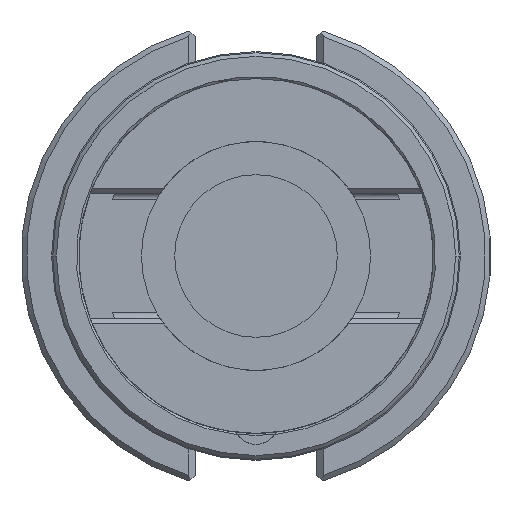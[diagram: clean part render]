
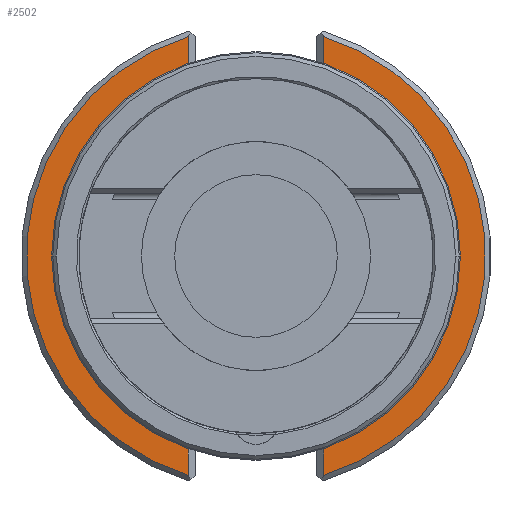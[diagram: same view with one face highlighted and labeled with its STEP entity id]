
A CAD part, front view. The second image highlights one B-rep face of the part: STEP entity #2502.
In plain terms, the highlighted planar face has unit normal (0, -1, 0).
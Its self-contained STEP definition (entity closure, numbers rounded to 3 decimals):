
#2=DIRECTION('',(-1.,0.,0.));
#3=VECTOR('',#2,18.38);
#4=CARTESIAN_POINT('',(9.19,13.95,-25.));
#5=LINE('',#4,#3);
#6=DIRECTION('',(-1.,0.,0.));
#7=VECTOR('',#6,18.38);
#8=CARTESIAN_POINT('',(9.19,13.95,22.6));
#9=LINE('',#8,#7);
#10=CARTESIAN_POINT('',(0.,13.95,0.));
#11=DIRECTION('',(0.,-1.,0.));
#12=DIRECTION('',(0.,0.,1.));
#13=AXIS2_PLACEMENT_3D('',#10,#11,#12);
#15=CARTESIAN_POINT('',(0.,13.95,0.));
#16=DIRECTION('',(0.,-1.,0.));
#17=DIRECTION('',(0.,0.,-1.));
#18=AXIS2_PLACEMENT_3D('',#15,#16,#17);
#35=DIRECTION('',(0.,0.,-1.));
#36=VECTOR('',#35,7.085);
#37=CARTESIAN_POINT('',(9.19,13.95,29.685));
#38=LINE('',#37,#36);
#87=DIRECTION('',(0.,0.,1.));
#88=VECTOR('',#87,7.085);
#89=CARTESIAN_POINT('',(-9.19,13.95,22.6));
#90=LINE('',#89,#88);
#98=CARTESIAN_POINT('',(0.,13.95,0.));
#99=DIRECTION('',(0.,-1.,0.));
#100=DIRECTION('',(-0.296,0.,0.955));
#101=AXIS2_PLACEMENT_3D('',#98,#99,#100);
#123=DIRECTION('',(0.,0.,-1.));
#124=VECTOR('',#123,4.685);
#125=CARTESIAN_POINT('',(-9.19,13.95,-25.));
#126=LINE('',#125,#124);
#352=DIRECTION('',(0.,0.,1.));
#353=VECTOR('',#352,4.685);
#354=CARTESIAN_POINT('',(9.19,13.95,-29.685));
#355=LINE('',#354,#353);
#412=CARTESIAN_POINT('',(0.,13.95,0.));
#413=DIRECTION('',(0.,-1.,0.));
#414=DIRECTION('',(0.296,0.,-0.955));
#415=AXIS2_PLACEMENT_3D('',#412,#413,#414);
#2008=CARTESIAN_POINT('',(0.,13.95,22.225));
#2009=CARTESIAN_POINT('',(0.,13.95,-22.225));
#2010=VERTEX_POINT('',#2008);
#2011=VERTEX_POINT('',#2009);
#2113=CARTESIAN_POINT('',(-9.19,13.95,-25.));
#2114=CARTESIAN_POINT('',(-9.19,13.95,-29.685));
#2115=VERTEX_POINT('',#2113);
#2116=VERTEX_POINT('',#2114);
#2117=CARTESIAN_POINT('',(9.19,13.95,-29.685));
#2118=CARTESIAN_POINT('',(9.19,13.95,-25.));
#2119=VERTEX_POINT('',#2117);
#2120=VERTEX_POINT('',#2118);
#2121=CARTESIAN_POINT('',(-9.19,13.95,22.6));
#2122=CARTESIAN_POINT('',(-9.19,13.95,29.685));
#2123=VERTEX_POINT('',#2121);
#2124=VERTEX_POINT('',#2122);
#2129=CARTESIAN_POINT('',(9.19,13.95,29.685));
#2130=CARTESIAN_POINT('',(9.19,13.95,22.6));
#2131=VERTEX_POINT('',#2129);
#2132=VERTEX_POINT('',#2130);
#2473=CARTESIAN_POINT('',(0.,13.95,0.));
#2474=DIRECTION('',(0.,-1.,0.));
#2475=DIRECTION('',(0.,0.,1.));
#2476=AXIS2_PLACEMENT_3D('',#2473,#2474,#2475);
#2477=PLANE('',#2476);
#2479=ORIENTED_EDGE('',*,*,#2478,.F.);
#2481=ORIENTED_EDGE('',*,*,#2480,.F.);
#2483=ORIENTED_EDGE('',*,*,#2482,.T.);
#2485=ORIENTED_EDGE('',*,*,#2484,.T.);
#2487=ORIENTED_EDGE('',*,*,#2486,.T.);
#2489=ORIENTED_EDGE('',*,*,#2488,.F.);
#2491=ORIENTED_EDGE('',*,*,#2490,.F.);
#2493=ORIENTED_EDGE('',*,*,#2492,.F.);
#2494=EDGE_LOOP('',(#2479,#2481,#2483,#2485,#2487,#2489,#2491,#2493));
#2495=FACE_OUTER_BOUND('',#2494,.F.);
#2497=ORIENTED_EDGE('',*,*,#2496,.T.);
#2499=ORIENTED_EDGE('',*,*,#2498,.T.);
#2500=EDGE_LOOP('',(#2497,#2499));
#2501=FACE_BOUND('',#2500,.F.);
#2502=ADVANCED_FACE('',(#2495,#2501),#2477,.T.);
#14=CIRCLE('',#13,22.225);
#19=CIRCLE('',#18,22.225);
#102=CIRCLE('',#101,31.075);
#416=CIRCLE('',#415,31.075);
#2478=EDGE_CURVE('',#2131,#2132,#38,.T.);
#2480=EDGE_CURVE('',#2119,#2131,#416,.T.);
#2482=EDGE_CURVE('',#2119,#2120,#355,.T.);
#2484=EDGE_CURVE('',#2120,#2115,#5,.T.);
#2486=EDGE_CURVE('',#2115,#2116,#126,.T.);
#2488=EDGE_CURVE('',#2124,#2116,#102,.T.);
#2490=EDGE_CURVE('',#2123,#2124,#90,.T.);
#2492=EDGE_CURVE('',#2132,#2123,#9,.T.);
#2496=EDGE_CURVE('',#2010,#2011,#14,.T.);
#2498=EDGE_CURVE('',#2011,#2010,#19,.T.);
